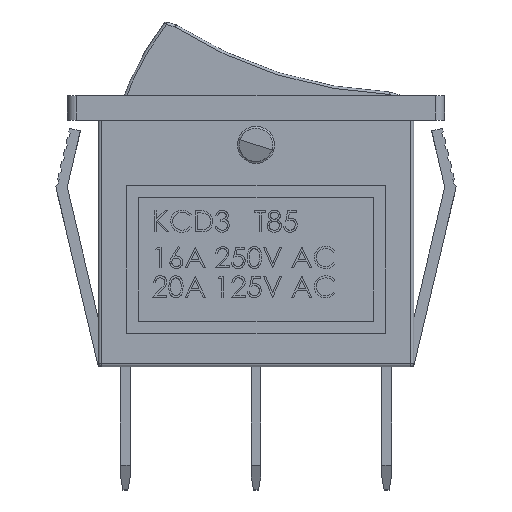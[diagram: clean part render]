
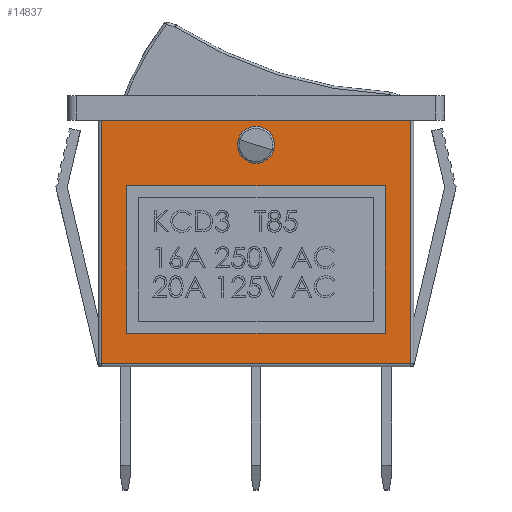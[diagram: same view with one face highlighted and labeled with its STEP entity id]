
A CAD part, top view. The second image highlights one B-rep face of the part: STEP entity #14837.
In plain terms, the highlighted planar face has unit normal (0, 0, 1).
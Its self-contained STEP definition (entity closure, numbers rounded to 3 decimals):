
#1079 = CARTESIAN_POINT ( 'NONE',  ( -10.5, 2.7, 5.25 ) ) ;
#1901 = ORIENTED_EDGE ( 'NONE', *, *, #13253, .F. ) ;
#2318 = CARTESIAN_POINT ( 'NONE',  ( 0., 2.7, 5.25 ) ) ;
#2928 = DIRECTION ( 'NONE',  ( 1., 0., 0. ) ) ;
#3000 = ORIENTED_EDGE ( 'NONE', *, *, #22350, .F. ) ;
#3002 = VECTOR ( 'NONE', #21516, 1000. ) ;
#3487 = CARTESIAN_POINT ( 'NONE',  ( 12.55, 0.25, 5.25 ) ) ;
#3990 = EDGE_CURVE ( 'NONE', #22411, #22785, #24853, .T. ) ;
#4326 = CARTESIAN_POINT ( 'NONE',  ( 0., 18., 5.25 ) ) ;
#4599 = CIRCLE ( 'NONE', #15175, 1.5 ) ;
#4600 = FACE_OUTER_BOUND ( 'NONE', #20496, .T. ) ;
#4963 = CARTESIAN_POINT ( 'NONE',  ( -12.8, 0.25, 5.25 ) ) ;
#5105 = LINE ( 'NONE', #4963, #5206 ) ;
#5206 = VECTOR ( 'NONE', #2928, 1000. ) ;
#5274 = CARTESIAN_POINT ( 'NONE',  ( 10.5, 2.7, 5.25 ) ) ;
#6051 = DIRECTION ( 'NONE',  ( 0., -1., 0. ) ) ;
#6339 = EDGE_CURVE ( 'NONE', #24069, #22411, #5105, .T. ) ;
#8092 = CARTESIAN_POINT ( 'NONE',  ( -12.8, 20., 5.25 ) ) ;
#8238 = CARTESIAN_POINT ( 'NONE',  ( 10.5, 14.7, 5.25 ) ) ;
#8410 = CARTESIAN_POINT ( 'NONE',  ( 12.55, 20., 5.25 ) ) ;
#8640 = VECTOR ( 'NONE', #15361, 1000. ) ;
#8646 = DIRECTION ( 'NONE',  ( -1., 0., 0. ) ) ;
#8769 = CARTESIAN_POINT ( 'NONE',  ( 0., 18., 5.25 ) ) ;
#8920 = VECTOR ( 'NONE', #10346, 1000. ) ;
#9344 = CARTESIAN_POINT ( 'NONE',  ( -12.8, 20., 5.25 ) ) ;
#9375 = CARTESIAN_POINT ( 'NONE',  ( -10.5, 14.7, 5.25 ) ) ;
#9620 = EDGE_LOOP ( 'NONE', ( #22184, #3000, #1901, #26558 ) ) ;
#9646 = FACE_BOUND ( 'NONE', #9620, .T. ) ;
#9890 = VERTEX_POINT ( 'NONE', #8238 ) ;
#10346 = DIRECTION ( 'NONE',  ( 0., -1., 0. ) ) ;
#10773 = LINE ( 'NONE', #28323, #8640 ) ;
#10954 = DIRECTION ( 'NONE',  ( 0., 0., -1. ) ) ;
#11294 = VECTOR ( 'NONE', #6051, 1000. ) ;
#11811 = VERTEX_POINT ( 'NONE', #1079 ) ;
#12124 = LINE ( 'NONE', #8092, #26611 ) ;
#12544 = CARTESIAN_POINT ( 'NONE',  ( -12.55, 0.25, 5.25 ) ) ;
#12598 = EDGE_CURVE ( 'NONE', #25807, #15978, #25503, .T. ) ;
#12893 = ORIENTED_EDGE ( 'NONE', *, *, #17995, .T. ) ;
#13015 = LINE ( 'NONE', #21790, #3002 ) ;
#13253 = EDGE_CURVE ( 'NONE', #13712, #11811, #19091, .T. ) ;
#13669 = DIRECTION ( 'NONE',  ( -1., 0., 0. ) ) ;
#13712 = VERTEX_POINT ( 'NONE', #9375 ) ;
#14424 = AXIS2_PLACEMENT_3D ( 'NONE', #9344, #26474, #13669 ) ;
#14837 = ADVANCED_FACE ( 'NONE', ( #4600, #26911, #9646 ), #26624, .F. ) ;
#15160 = ORIENTED_EDGE ( 'NONE', *, *, #19043, .T. ) ;
#15175 = AXIS2_PLACEMENT_3D ( 'NONE', #8769, #22312, #24620 ) ;
#15361 = DIRECTION ( 'NONE',  ( 0., -1., 0. ) ) ;
#15608 = CARTESIAN_POINT ( 'NONE',  ( 1.5, 18., 5.25 ) ) ;
#15978 = VERTEX_POINT ( 'NONE', #22128 ) ;
#16700 = DIRECTION ( 'NONE',  ( 1., 0., 0. ) ) ;
#17723 = LINE ( 'NONE', #2318, #21640 ) ;
#17995 = EDGE_CURVE ( 'NONE', #15978, #25807, #4599, .T. ) ;
#19043 = EDGE_CURVE ( 'NONE', #24404, #24069, #10773, .T. ) ;
#19077 = VECTOR ( 'NONE', #27155, 1000. ) ;
#19091 = LINE ( 'NONE', #21830, #8920 ) ;
#19341 = ORIENTED_EDGE ( 'NONE', *, *, #6339, .T. ) ;
#19637 = VERTEX_POINT ( 'NONE', #5274 ) ;
#20426 = AXIS2_PLACEMENT_3D ( 'NONE', #4326, #10954, #8646 ) ;
#20452 = EDGE_CURVE ( 'NONE', #24404, #22785, #12124, .T. ) ;
#20496 = EDGE_LOOP ( 'NONE', ( #19341, #26475, #23073, #15160 ) ) ;
#21516 = DIRECTION ( 'NONE',  ( 1., 0., 0. ) ) ;
#21640 = VECTOR ( 'NONE', #26107, 1000. ) ;
#21790 = CARTESIAN_POINT ( 'NONE',  ( 0., 14.7, 5.25 ) ) ;
#21830 = CARTESIAN_POINT ( 'NONE',  ( -10.5, 0., 5.25 ) ) ;
#22128 = CARTESIAN_POINT ( 'NONE',  ( -1.5, 18., 5.25 ) ) ;
#22184 = ORIENTED_EDGE ( 'NONE', *, *, #25899, .T. ) ;
#22312 = DIRECTION ( 'NONE',  ( 0., 0., -1. ) ) ;
#22350 = EDGE_CURVE ( 'NONE', #11811, #19637, #17723, .T. ) ;
#22411 = VERTEX_POINT ( 'NONE', #3487 ) ;
#22695 = CARTESIAN_POINT ( 'NONE',  ( 12.55, 20., 5.25 ) ) ;
#22785 = VERTEX_POINT ( 'NONE', #8410 ) ;
#23073 = ORIENTED_EDGE ( 'NONE', *, *, #20452, .F. ) ;
#24042 = CARTESIAN_POINT ( 'NONE',  ( 10.5, 0., 5.25 ) ) ;
#24069 = VERTEX_POINT ( 'NONE', #12544 ) ;
#24404 = VERTEX_POINT ( 'NONE', #25270 ) ;
#24620 = DIRECTION ( 'NONE',  ( -1., 0., 0. ) ) ;
#24795 = ORIENTED_EDGE ( 'NONE', *, *, #12598, .T. ) ;
#24853 = LINE ( 'NONE', #22695, #19077 ) ;
#25270 = CARTESIAN_POINT ( 'NONE',  ( -12.55, 20., 5.25 ) ) ;
#25386 = EDGE_LOOP ( 'NONE', ( #24795, #12893 ) ) ;
#25503 = CIRCLE ( 'NONE', #20426, 1.5 ) ;
#25776 = EDGE_CURVE ( 'NONE', #13712, #9890, #13015, .T. ) ;
#25807 = VERTEX_POINT ( 'NONE', #15608 ) ;
#25899 = EDGE_CURVE ( 'NONE', #9890, #19637, #26066, .T. ) ;
#26066 = LINE ( 'NONE', #24042, #11294 ) ;
#26107 = DIRECTION ( 'NONE',  ( 1., 0., 0. ) ) ;
#26474 = DIRECTION ( 'NONE',  ( 0., 0., -1. ) ) ;
#26475 = ORIENTED_EDGE ( 'NONE', *, *, #3990, .T. ) ;
#26558 = ORIENTED_EDGE ( 'NONE', *, *, #25776, .T. ) ;
#26611 = VECTOR ( 'NONE', #16700, 1000. ) ;
#26624 = PLANE ( 'NONE',  #14424 ) ;
#26911 = FACE_BOUND ( 'NONE', #25386, .T. ) ;
#27155 = DIRECTION ( 'NONE',  ( 0., 1., 0. ) ) ;
#28323 = CARTESIAN_POINT ( 'NONE',  ( -12.55, 20., 5.25 ) ) ;
